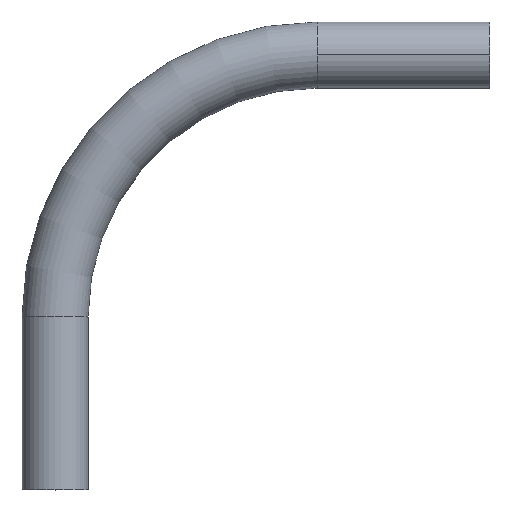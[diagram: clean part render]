
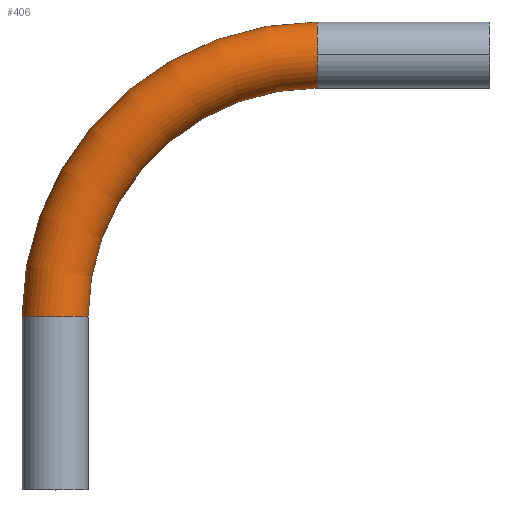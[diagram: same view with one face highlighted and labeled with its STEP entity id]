
A CAD part, top view. The second image highlights one B-rep face of the part: STEP entity #406.
In plain terms, the highlighted toroidal (fillet/blend) face has major radius 250 mm and minor radius 31.5 mm.
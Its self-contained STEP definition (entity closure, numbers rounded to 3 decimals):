
#9 = DIRECTION ( 'NONE',  ( 1., 0., 0. ) ) ;
#25 = CARTESIAN_POINT ( 'NONE',  ( 0., 281.5, 0. ) ) ;
#41 = DIRECTION ( 'NONE',  ( 0., 0., 1. ) ) ;
#59 = EDGE_CURVE ( 'NONE', #384, #177, #379, .T. ) ;
#67 = DIRECTION ( 'NONE',  ( 0., 0., -1. ) ) ;
#87 = CARTESIAN_POINT ( 'NONE',  ( 0., 0., 0. ) ) ;
#94 = VERTEX_POINT ( 'NONE', #183 ) ;
#96 = AXIS2_PLACEMENT_3D ( 'NONE', #395, #285, #151 ) ;
#99 = EDGE_CURVE ( 'NONE', #353, #102, #445, .T. ) ;
#102 = VERTEX_POINT ( 'NONE', #188 ) ;
#112 = CIRCLE ( 'NONE', #152, 31.5 ) ;
#130 = EDGE_CURVE ( 'NONE', #384, #353, #425, .T. ) ;
#131 = CARTESIAN_POINT ( 'NONE',  ( 0., 250., 31.5 ) ) ;
#132 = DIRECTION ( 'NONE',  ( 0., 0., 1. ) ) ;
#136 = CARTESIAN_POINT ( 'NONE',  ( -250., 0., 0. ) ) ;
#144 = ORIENTED_EDGE ( 'NONE', *, *, #130, .F. ) ;
#151 = DIRECTION ( 'NONE',  ( 0., 0., -1. ) ) ;
#152 = AXIS2_PLACEMENT_3D ( 'NONE', #136, #351, #67 ) ;
#158 = CARTESIAN_POINT ( 'NONE',  ( -281.5, 0., 0. ) ) ;
#173 = ORIENTED_EDGE ( 'NONE', *, *, #413, .T. ) ;
#177 = VERTEX_POINT ( 'NONE', #158 ) ;
#178 = EDGE_LOOP ( 'NONE', ( #144, #221, #173, #324, #394 ) ) ;
#183 = CARTESIAN_POINT ( 'NONE',  ( -218.5, 0., 0. ) ) ;
#188 = CARTESIAN_POINT ( 'NONE',  ( 0., 218.5, 0. ) ) ;
#198 = DIRECTION ( 'NONE',  ( 0., 0., 1. ) ) ;
#200 = AXIS2_PLACEMENT_3D ( 'NONE', #458, #41, #284 ) ;
#206 = DIRECTION ( 'NONE',  ( 1., 0., 0. ) ) ;
#221 = ORIENTED_EDGE ( 'NONE', *, *, #59, .T. ) ;
#225 = EDGE_CURVE ( 'NONE', #102, #94, #398, .T. ) ;
#247 = AXIS2_PLACEMENT_3D ( 'NONE', #87, #198, #369 ) ;
#284 = DIRECTION ( 'NONE',  ( 1., 0., 0. ) ) ;
#285 = DIRECTION ( 'NONE',  ( 1., 0., 0. ) ) ;
#287 = TOROIDAL_SURFACE ( 'NONE', #361, 250., 31.5 ) ;
#324 = ORIENTED_EDGE ( 'NONE', *, *, #225, .F. ) ;
#330 = DIRECTION ( 'NONE',  ( 0., 0., -1. ) ) ;
#351 = DIRECTION ( 'NONE',  ( 0., 1., 0. ) ) ;
#353 = VERTEX_POINT ( 'NONE', #131 ) ;
#361 = AXIS2_PLACEMENT_3D ( 'NONE', #380, #132, #206 ) ;
#363 = CARTESIAN_POINT ( 'NONE',  ( 0., 250., 0. ) ) ;
#369 = DIRECTION ( 'NONE',  ( 1., 0., 0. ) ) ;
#379 = CIRCLE ( 'NONE', #200, 281.5 ) ;
#380 = CARTESIAN_POINT ( 'NONE',  ( 0., 0., 0. ) ) ;
#384 = VERTEX_POINT ( 'NONE', #25 ) ;
#391 = AXIS2_PLACEMENT_3D ( 'NONE', #363, #9, #330 ) ;
#394 = ORIENTED_EDGE ( 'NONE', *, *, #99, .F. ) ;
#395 = CARTESIAN_POINT ( 'NONE',  ( 0., 250., 0. ) ) ;
#398 = CIRCLE ( 'NONE', #247, 218.5 ) ;
#406 = ADVANCED_FACE ( 'NONE', ( #435 ), #287, .T. ) ;
#413 = EDGE_CURVE ( 'NONE', #177, #94, #112, .T. ) ;
#425 = CIRCLE ( 'NONE', #391, 31.5 ) ;
#435 = FACE_OUTER_BOUND ( 'NONE', #178, .T. ) ;
#445 = CIRCLE ( 'NONE', #96, 31.5 ) ;
#458 = CARTESIAN_POINT ( 'NONE',  ( 0., 0., 0. ) ) ;
